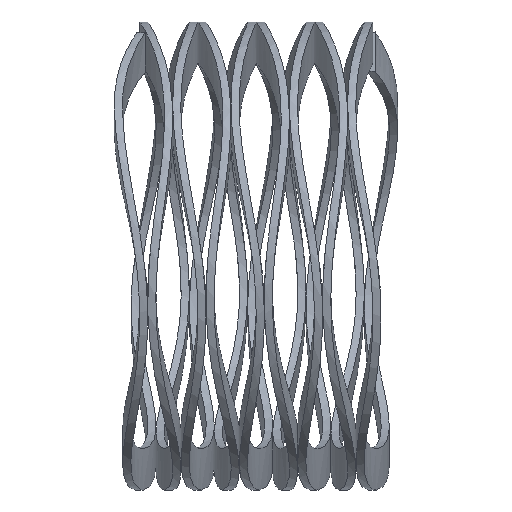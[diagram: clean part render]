
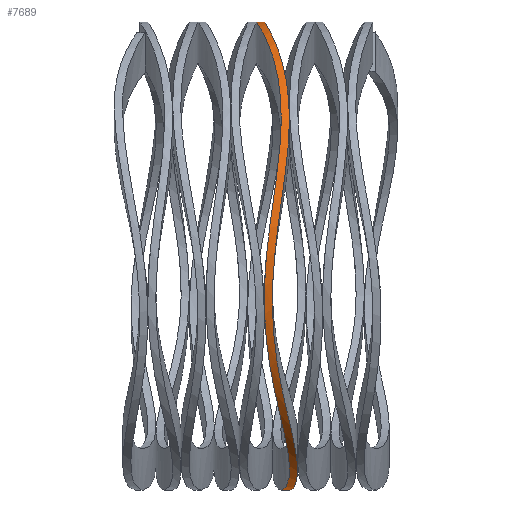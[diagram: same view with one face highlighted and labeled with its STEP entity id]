
A CAD part, left-side view. The second image highlights one B-rep face of the part: STEP entity #7689.
In plain terms, the highlighted cylindrical face has radius 2.85 mm (diameter 5.7 mm), a partial arc.
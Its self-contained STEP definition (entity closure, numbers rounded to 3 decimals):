
#15 = ORIENTED_EDGE ( 'NONE', *, *, #1974, .F. ) ;
#74 = CARTESIAN_POINT ( 'NONE',  ( -2.774, 1.223, 0.75 ) ) ;
#76 = ORIENTED_EDGE ( 'NONE', *, *, #2495, .F. ) ;
#97 = CARTESIAN_POINT ( 'NONE',  ( 0., 1.548, 2.85 ) ) ;
#156 = CARTESIAN_POINT ( 'NONE',  ( -0.373, 1.191, -2.85 ) ) ;
#190 = CARTESIAN_POINT ( 'NONE',  ( -2.849, 1.286, 0.379 ) ) ;
#310 = CARTESIAN_POINT ( 'NONE',  ( -2.142, 1.146, 1.889 ) ) ;
#330 = CARTESIAN_POINT ( 'NONE',  ( -0.738, 1.486, 2.759 ) ) ;
#479 = CARTESIAN_POINT ( 'NONE',  ( 0., 1.243, -2.85 ) ) ;
#983 = LINE ( 'NONE', #7595, #7998 ) ;
#1019 = CARTESIAN_POINT ( 'NONE',  ( -0.738, 1.39, 2.759 ) ) ;
#1130 = CARTESIAN_POINT ( 'NONE',  ( -2.559, 1.162, 1.267 ) ) ;
#1219 = CARTESIAN_POINT ( 'NONE',  ( -2.471, 1.247, 1.433 ) ) ;
#1479 = DIRECTION ( 'NONE',  ( 0., 0., 1. ) ) ;
#1974 = EDGE_CURVE ( 'NONE', #9524, #6642, #12307, .T. ) ;
#2028 = CARTESIAN_POINT ( 'NONE',  ( -2.491, 1.28, -1.435 ) ) ;
#2051 = CARTESIAN_POINT ( 'NONE',  ( -2.849, 1.387, 0.379 ) ) ;
#2087 = CARTESIAN_POINT ( 'NONE',  ( -2.832, 1.35, -0.368 ) ) ;
#2109 = CARTESIAN_POINT ( 'NONE',  ( -2.85, 1.439, -0.181 ) ) ;
#2170 = CARTESIAN_POINT ( 'NONE',  ( -2.759, 1.447, -0.736 ) ) ;
#2229 = CARTESIAN_POINT ( 'NONE',  ( -0.917, 1.456, 2.705 ) ) ;
#2268 = CARTESIAN_POINT ( 'NONE',  ( -0.747, 1.044, -2.775 ) ) ;
#2495 = EDGE_CURVE ( 'NONE', #7709, #9524, #10291, .T. ) ;
#3138 = CARTESIAN_POINT ( 'NONE',  ( 0., 1.142, -2.85 ) ) ;
#3301 = FACE_OUTER_BOUND ( 'NONE', #9193, .T. ) ;
#3721 = DIRECTION ( 'NONE',  ( 0., 1., 0. ) ) ;
#3902 = CARTESIAN_POINT ( 'NONE',  ( -2.282, 1.206, -1.747 ) ) ;
#3958 = CARTESIAN_POINT ( 'NONE',  ( -0.373, 1.091, -2.85 ) ) ;
#4019 = CARTESIAN_POINT ( 'NONE',  ( -1.888, 1.113, -2.143 ) ) ;
#4042 = CARTESIAN_POINT ( 'NONE',  ( -2.705, 1.435, -0.916 ) ) ;
#4822 = EDGE_CURVE ( 'NONE', #7709, #7819, #983, .T. ) ;
#4902 = CARTESIAN_POINT ( 'NONE',  ( 0., 1.45, 2.85 ) ) ;
#4966 = CARTESIAN_POINT ( 'NONE',  ( -1.745, 1.193, 2.284 ) ) ;
#5089 = CARTESIAN_POINT ( 'NONE',  ( -1.431, 1.264, 2.492 ) ) ;
#5103 = EDGE_CURVE ( 'NONE', #6642, #7819, #7869, .T. ) ;
#5548 = CARTESIAN_POINT ( 'NONE',  ( 0., 1.548, 2.85 ) ) ;
#5918 = CARTESIAN_POINT ( 'NONE',  ( -0.187, 1.447, 2.85 ) ) ;
#5941 = CARTESIAN_POINT ( 'NONE',  ( -1.433, 1.147, -2.47 ) ) ;
#6002 = CARTESIAN_POINT ( 'NONE',  ( -2.774, 1.324, 0.75 ) ) ;
#6063 = CARTESIAN_POINT ( 'NONE',  ( -0.373, 1.531, 2.832 ) ) ;
#6260 = CYLINDRICAL_SURFACE ( 'NONE', #7014, 2.85 ) ;
#6642 = VERTEX_POINT ( 'NONE', #479 ) ;
#6717 = DIRECTION ( 'NONE',  ( 0., 1., 0. ) ) ;
#6825 = ORIENTED_EDGE ( 'NONE', *, *, #4822, .T. ) ;
#6925 = CARTESIAN_POINT ( 'NONE',  ( -2.85, 1.339, -0.181 ) ) ;
#7011 = CARTESIAN_POINT ( 'NONE',  ( -2.142, 1.244, 1.889 ) ) ;
#7014 = AXIS2_PLACEMENT_3D ( 'NONE', #10110, #10999, #1479 ) ;
#7595 = CARTESIAN_POINT ( 'NONE',  ( 0., -0.177, 2.85 ) ) ;
#7689 = ADVANCED_FACE ( 'NONE', ( #3301 ), #6260, .T. ) ;
#7709 = VERTEX_POINT ( 'NONE', #4902 ) ;
#7751 = CARTESIAN_POINT ( 'NONE',  ( 0., 1.45, 2.85 ) ) ;
#7819 = VERTEX_POINT ( 'NONE', #5548 ) ;
#7829 = CARTESIAN_POINT ( 'NONE',  ( -0.747, 1.144, -2.775 ) ) ;
#7864 = CARTESIAN_POINT ( 'NONE',  ( -1.743, 1.085, -2.262 ) ) ;
#7869 = B_SPLINE_CURVE_WITH_KNOTS ( 'NONE', 3,
 ( #8768, #156, #7829, #10801, #5941, #8950, #11817, #10742, #10923, #4042, #2170, #8894, #2109, #2051, #6002, #9852, #1219, #8711, #7011, #11645, #10862, #2229, #330, #6063, #8006, #97 ),
 .UNSPECIFIED., .F., .F.,
 ( 4, 2, 2, 2, 2, 2, 2, 2, 2, 2, 2, 2, 4 ),
 ( 0., 0.125, 0.188, 0.25, 0.375, 0.437, 0.5, 0.625, 0.687, 0.75, 0.875, 0.938, 1. ),
 .UNSPECIFIED. ) ;
#7998 = VECTOR ( 'NONE', #6717, 1000. ) ;
#8006 = CARTESIAN_POINT ( 'NONE',  ( -0.187, 1.544, 2.85 ) ) ;
#8118 = ORIENTED_EDGE ( 'NONE', *, *, #5103, .F. ) ;
#8441 = CARTESIAN_POINT ( 'NONE',  ( 0., 1.142, -2.85 ) ) ;
#8711 = CARTESIAN_POINT ( 'NONE',  ( -2.262, 1.238, 1.743 ) ) ;
#8768 = CARTESIAN_POINT ( 'NONE',  ( 0., 1.243, -2.85 ) ) ;
#8800 = CARTESIAN_POINT ( 'NONE',  ( -2.471, 1.148, 1.433 ) ) ;
#8867 = CARTESIAN_POINT ( 'NONE',  ( -2.262, 1.14, 1.743 ) ) ;
#8894 = CARTESIAN_POINT ( 'NONE',  ( -2.832, 1.449, -0.368 ) ) ;
#8929 = CARTESIAN_POINT ( 'NONE',  ( -1.268, 1.04, -2.559 ) ) ;
#8950 = CARTESIAN_POINT ( 'NONE',  ( -1.743, 1.182, -2.262 ) ) ;
#9193 = EDGE_LOOP ( 'NONE', ( #15, #76, #6825, #8118 ) ) ;
#9524 = VERTEX_POINT ( 'NONE', #8441 ) ;
#9767 = CARTESIAN_POINT ( 'NONE',  ( -0.917, 1.36, 2.705 ) ) ;
#9852 = CARTESIAN_POINT ( 'NONE',  ( -2.559, 1.262, 1.267 ) ) ;
#10110 = CARTESIAN_POINT ( 'NONE',  ( 0., -0.177, 0. ) ) ;
#10230 = VECTOR ( 'NONE', #3721, 1000. ) ;
#10291 = B_SPLINE_CURVE_WITH_KNOTS ( 'NONE', 3,
 ( #7751, #5918, #11858, #1019, #9767, #5089, #4966, #310, #8867, #8800, #1130, #74, #190, #6925, #2087, #10839, #10899, #2028, #3902, #4019, #7864, #11679, #8929, #2268, #3958, #3138 ),
 .UNSPECIFIED., .F., .F.,
 ( 4, 2, 2, 2, 2, 2, 2, 2, 2, 2, 2, 2, 4 ),
 ( 0., 0.063, 0.125, 0.25, 0.313, 0.375, 0.5, 0.563, 0.625, 0.75, 0.813, 0.875, 1. ),
 .UNSPECIFIED. ) ;
#10742 = CARTESIAN_POINT ( 'NONE',  ( -2.282, 1.301, -1.747 ) ) ;
#10801 = CARTESIAN_POINT ( 'NONE',  ( -1.267, 1.138, -2.559 ) ) ;
#10839 = CARTESIAN_POINT ( 'NONE',  ( -2.76, 1.349, -0.736 ) ) ;
#10862 = CARTESIAN_POINT ( 'NONE',  ( -1.431, 1.359, 2.492 ) ) ;
#10899 = CARTESIAN_POINT ( 'NONE',  ( -2.705, 1.338, -0.916 ) ) ;
#10923 = CARTESIAN_POINT ( 'NONE',  ( -2.491, 1.376, -1.434 ) ) ;
#10999 = DIRECTION ( 'NONE',  ( 0., 1., 0. ) ) ;
#11498 = CARTESIAN_POINT ( 'NONE',  ( 0., -0.177, -2.85 ) ) ;
#11645 = CARTESIAN_POINT ( 'NONE',  ( -1.745, 1.29, 2.284 ) ) ;
#11679 = CARTESIAN_POINT ( 'NONE',  ( -1.433, 1.049, -2.47 ) ) ;
#11817 = CARTESIAN_POINT ( 'NONE',  ( -1.888, 1.209, -2.143 ) ) ;
#11858 = CARTESIAN_POINT ( 'NONE',  ( -0.374, 1.433, 2.832 ) ) ;
#12307 = LINE ( 'NONE', #11498, #10230 ) ;
